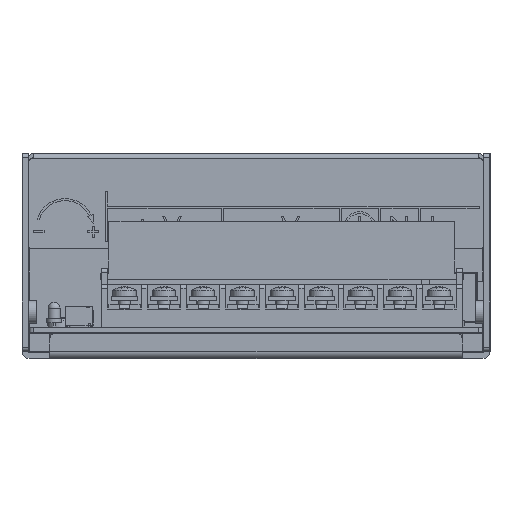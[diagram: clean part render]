
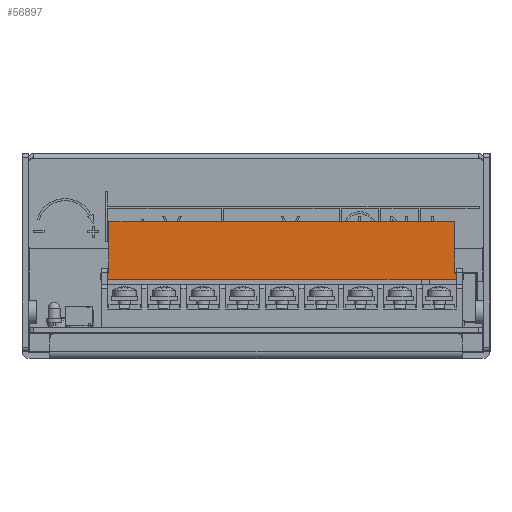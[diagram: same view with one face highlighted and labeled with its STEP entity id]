
A CAD part, left-side view. The second image highlights one B-rep face of the part: STEP entity #56897.
In plain terms, the highlighted face is planar.
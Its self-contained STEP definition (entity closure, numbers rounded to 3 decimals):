
#56275 = VERTEX_POINT('',#56276);
#56276 = CARTESIAN_POINT('',(1.5,-41.75,25.5));
#56283 = PLANE('',#56284);
#56284 = AXIS2_PLACEMENT_3D('',#56285,#56286,#56287);
#56285 = CARTESIAN_POINT('',(0.,-41.75,25.5));
#56286 = DIRECTION('',(0.,0.,1.));
#56287 = DIRECTION('',(0.,1.,0.));
#56295 = PLANE('',#56296);
#56296 = AXIS2_PLACEMENT_3D('',#56297,#56298,#56299);
#56297 = CARTESIAN_POINT('',(0.,-41.75,13.));
#56298 = DIRECTION('',(0.,-1.,0.));
#56299 = DIRECTION('',(0.,0.,1.));
#56307 = EDGE_CURVE('',#56275,#56308,#56310,.T.);
#56308 = VERTEX_POINT('',#56309);
#56309 = CARTESIAN_POINT('',(1.5,41.75,25.5));
#56310 = SURFACE_CURVE('',#56311,(#56315,#56322),.PCURVE_S1.);
#56311 = LINE('',#56312,#56313);
#56312 = CARTESIAN_POINT('',(1.5,-41.75,25.5));
#56313 = VECTOR('',#56314,1.);
#56314 = DIRECTION('',(0.,1.,0.));
#56315 = PCURVE('',#56283,#56316);
#56316 = DEFINITIONAL_REPRESENTATION('',(#56317),#56321);
#56317 = LINE('',#56318,#56319);
#56318 = CARTESIAN_POINT('',(0.,-1.5));
#56319 = VECTOR('',#56320,1.);
#56320 = DIRECTION('',(1.,0.));
#56321 = ( GEOMETRIC_REPRESENTATION_CONTEXT(2) 
PARAMETRIC_REPRESENTATION_CONTEXT() REPRESENTATION_CONTEXT('2D SPACE',''
  ) );
#56322 = PCURVE('',#56323,#56328);
#56323 = PLANE('',#56324);
#56324 = AXIS2_PLACEMENT_3D('',#56325,#56326,#56327);
#56325 = CARTESIAN_POINT('',(1.5,0.,18.254));
#56326 = DIRECTION('',(-1.,0.,0.));
#56327 = DIRECTION('',(0.,0.,-1.));
#56328 = DEFINITIONAL_REPRESENTATION('',(#56329),#56333);
#56329 = LINE('',#56330,#56331);
#56330 = CARTESIAN_POINT('',(-7.246,41.75));
#56331 = VECTOR('',#56332,1.);
#56332 = DIRECTION('',(0.,-1.));
#56333 = ( GEOMETRIC_REPRESENTATION_CONTEXT(2) 
PARAMETRIC_REPRESENTATION_CONTEXT() REPRESENTATION_CONTEXT('2D SPACE',''
  ) );
#56351 = PLANE('',#56352);
#56352 = AXIS2_PLACEMENT_3D('',#56353,#56354,#56355);
#56353 = CARTESIAN_POINT('',(0.,41.75,25.5));
#56354 = DIRECTION('',(0.,1.,0.));
#56355 = DIRECTION('',(0.,0.,-1.));
#56393 = EDGE_CURVE('',#56308,#56394,#56396,.T.);
#56394 = VERTEX_POINT('',#56395);
#56395 = CARTESIAN_POINT('',(1.5,41.75,13.));
#56396 = SURFACE_CURVE('',#56397,(#56401,#56408),.PCURVE_S1.);
#56397 = LINE('',#56398,#56399);
#56398 = CARTESIAN_POINT('',(1.5,41.75,25.5));
#56399 = VECTOR('',#56400,1.);
#56400 = DIRECTION('',(0.,0.,-1.));
#56401 = PCURVE('',#56351,#56402);
#56402 = DEFINITIONAL_REPRESENTATION('',(#56403),#56407);
#56403 = LINE('',#56404,#56405);
#56404 = CARTESIAN_POINT('',(0.,-1.5));
#56405 = VECTOR('',#56406,1.);
#56406 = DIRECTION('',(1.,0.));
#56407 = ( GEOMETRIC_REPRESENTATION_CONTEXT(2) 
PARAMETRIC_REPRESENTATION_CONTEXT() REPRESENTATION_CONTEXT('2D SPACE',''
  ) );
#56408 = PCURVE('',#56323,#56409);
#56409 = DEFINITIONAL_REPRESENTATION('',(#56410),#56414);
#56410 = LINE('',#56411,#56412);
#56411 = CARTESIAN_POINT('',(-7.246,-41.75));
#56412 = VECTOR('',#56413,1.);
#56413 = DIRECTION('',(1.,0.));
#56414 = ( GEOMETRIC_REPRESENTATION_CONTEXT(2) 
PARAMETRIC_REPRESENTATION_CONTEXT() REPRESENTATION_CONTEXT('2D SPACE',''
  ) );
#56432 = PLANE('',#56433);
#56433 = AXIS2_PLACEMENT_3D('',#56434,#56435,#56436);
#56434 = CARTESIAN_POINT('',(0.,41.75,13.));
#56435 = DIRECTION('',(0.,0.,1.));
#56436 = DIRECTION('',(0.,1.,0.));
#56469 = EDGE_CURVE('',#56394,#56470,#56472,.T.);
#56470 = VERTEX_POINT('',#56471);
#56471 = CARTESIAN_POINT('',(1.5,43.75,13.));
#56472 = SURFACE_CURVE('',#56473,(#56477,#56484),.PCURVE_S1.);
#56473 = LINE('',#56474,#56475);
#56474 = CARTESIAN_POINT('',(1.5,41.75,13.));
#56475 = VECTOR('',#56476,1.);
#56476 = DIRECTION('',(0.,1.,0.));
#56477 = PCURVE('',#56432,#56478);
#56478 = DEFINITIONAL_REPRESENTATION('',(#56479),#56483);
#56479 = LINE('',#56480,#56481);
#56480 = CARTESIAN_POINT('',(0.,-1.5));
#56481 = VECTOR('',#56482,1.);
#56482 = DIRECTION('',(1.,0.));
#56483 = ( GEOMETRIC_REPRESENTATION_CONTEXT(2) 
PARAMETRIC_REPRESENTATION_CONTEXT() REPRESENTATION_CONTEXT('2D SPACE',''
  ) );
#56484 = PCURVE('',#56323,#56485);
#56485 = DEFINITIONAL_REPRESENTATION('',(#56486),#56490);
#56486 = LINE('',#56487,#56488);
#56487 = CARTESIAN_POINT('',(5.254,-41.75));
#56488 = VECTOR('',#56489,1.);
#56489 = DIRECTION('',(0.,-1.));
#56490 = ( GEOMETRIC_REPRESENTATION_CONTEXT(2) 
PARAMETRIC_REPRESENTATION_CONTEXT() REPRESENTATION_CONTEXT('2D SPACE',''
  ) );
#56508 = PLANE('',#56509);
#56509 = AXIS2_PLACEMENT_3D('',#56510,#56511,#56512);
#56510 = CARTESIAN_POINT('',(0.,43.75,13.));
#56511 = DIRECTION('',(0.,1.,0.));
#56512 = DIRECTION('',(0.,0.,-1.));
#56545 = EDGE_CURVE('',#56470,#56546,#56548,.T.);
#56546 = VERTEX_POINT('',#56547);
#56547 = CARTESIAN_POINT('',(1.5,43.75,11.5));
#56548 = SURFACE_CURVE('',#56549,(#56553,#56560),.PCURVE_S1.);
#56549 = LINE('',#56550,#56551);
#56550 = CARTESIAN_POINT('',(1.5,43.75,13.));
#56551 = VECTOR('',#56552,1.);
#56552 = DIRECTION('',(0.,0.,-1.));
#56553 = PCURVE('',#56508,#56554);
#56554 = DEFINITIONAL_REPRESENTATION('',(#56555),#56559);
#56555 = LINE('',#56556,#56557);
#56556 = CARTESIAN_POINT('',(0.,-1.5));
#56557 = VECTOR('',#56558,1.);
#56558 = DIRECTION('',(1.,0.));
#56559 = ( GEOMETRIC_REPRESENTATION_CONTEXT(2) 
PARAMETRIC_REPRESENTATION_CONTEXT() REPRESENTATION_CONTEXT('2D SPACE',''
  ) );
#56560 = PCURVE('',#56323,#56561);
#56561 = DEFINITIONAL_REPRESENTATION('',(#56562),#56566);
#56562 = LINE('',#56563,#56564);
#56563 = CARTESIAN_POINT('',(5.254,-43.75));
#56564 = VECTOR('',#56565,1.);
#56565 = DIRECTION('',(1.,0.));
#56566 = ( GEOMETRIC_REPRESENTATION_CONTEXT(2) 
PARAMETRIC_REPRESENTATION_CONTEXT() REPRESENTATION_CONTEXT('2D SPACE',''
  ) );
#56584 = PLANE('',#56585);
#56585 = AXIS2_PLACEMENT_3D('',#56586,#56587,#56588);
#56586 = CARTESIAN_POINT('',(0.,43.75,11.5));
#56587 = DIRECTION('',(0.,0.,-1.));
#56588 = DIRECTION('',(0.,-1.,0.));
#56621 = EDGE_CURVE('',#56546,#56622,#56624,.T.);
#56622 = VERTEX_POINT('',#56623);
#56623 = CARTESIAN_POINT('',(1.5,-43.75,11.5));
#56624 = SURFACE_CURVE('',#56625,(#56629,#56636),.PCURVE_S1.);
#56625 = LINE('',#56626,#56627);
#56626 = CARTESIAN_POINT('',(1.5,43.75,11.5));
#56627 = VECTOR('',#56628,1.);
#56628 = DIRECTION('',(0.,-1.,0.));
#56629 = PCURVE('',#56584,#56630);
#56630 = DEFINITIONAL_REPRESENTATION('',(#56631),#56635);
#56631 = LINE('',#56632,#56633);
#56632 = CARTESIAN_POINT('',(0.,-1.5));
#56633 = VECTOR('',#56634,1.);
#56634 = DIRECTION('',(1.,0.));
#56635 = ( GEOMETRIC_REPRESENTATION_CONTEXT(2) 
PARAMETRIC_REPRESENTATION_CONTEXT() REPRESENTATION_CONTEXT('2D SPACE',''
  ) );
#56636 = PCURVE('',#56323,#56637);
#56637 = DEFINITIONAL_REPRESENTATION('',(#56638),#56642);
#56638 = LINE('',#56639,#56640);
#56639 = CARTESIAN_POINT('',(6.754,-43.75));
#56640 = VECTOR('',#56641,1.);
#56641 = DIRECTION('',(0.,1.));
#56642 = ( GEOMETRIC_REPRESENTATION_CONTEXT(2) 
PARAMETRIC_REPRESENTATION_CONTEXT() REPRESENTATION_CONTEXT('2D SPACE',''
  ) );
#56660 = PLANE('',#56661);
#56661 = AXIS2_PLACEMENT_3D('',#56662,#56663,#56664);
#56662 = CARTESIAN_POINT('',(0.,-43.75,11.5));
#56663 = DIRECTION('',(0.,-1.,0.));
#56664 = DIRECTION('',(0.,0.,1.));
#56697 = EDGE_CURVE('',#56622,#56698,#56700,.T.);
#56698 = VERTEX_POINT('',#56699);
#56699 = CARTESIAN_POINT('',(1.5,-43.75,13.));
#56700 = SURFACE_CURVE('',#56701,(#56705,#56712),.PCURVE_S1.);
#56701 = LINE('',#56702,#56703);
#56702 = CARTESIAN_POINT('',(1.5,-43.75,11.5));
#56703 = VECTOR('',#56704,1.);
#56704 = DIRECTION('',(0.,0.,1.));
#56705 = PCURVE('',#56660,#56706);
#56706 = DEFINITIONAL_REPRESENTATION('',(#56707),#56711);
#56707 = LINE('',#56708,#56709);
#56708 = CARTESIAN_POINT('',(0.,-1.5));
#56709 = VECTOR('',#56710,1.);
#56710 = DIRECTION('',(1.,0.));
#56711 = ( GEOMETRIC_REPRESENTATION_CONTEXT(2) 
PARAMETRIC_REPRESENTATION_CONTEXT() REPRESENTATION_CONTEXT('2D SPACE',''
  ) );
#56712 = PCURVE('',#56323,#56713);
#56713 = DEFINITIONAL_REPRESENTATION('',(#56714),#56718);
#56714 = LINE('',#56715,#56716);
#56715 = CARTESIAN_POINT('',(6.754,43.75));
#56716 = VECTOR('',#56717,1.);
#56717 = DIRECTION('',(-1.,0.));
#56718 = ( GEOMETRIC_REPRESENTATION_CONTEXT(2) 
PARAMETRIC_REPRESENTATION_CONTEXT() REPRESENTATION_CONTEXT('2D SPACE',''
  ) );
#56736 = PLANE('',#56737);
#56737 = AXIS2_PLACEMENT_3D('',#56738,#56739,#56740);
#56738 = CARTESIAN_POINT('',(0.,-43.75,13.));
#56739 = DIRECTION('',(0.,0.,1.));
#56740 = DIRECTION('',(0.,1.,0.));
#56773 = EDGE_CURVE('',#56698,#56774,#56776,.T.);
#56774 = VERTEX_POINT('',#56775);
#56775 = CARTESIAN_POINT('',(1.5,-41.75,13.));
#56776 = SURFACE_CURVE('',#56777,(#56781,#56788),.PCURVE_S1.);
#56777 = LINE('',#56778,#56779);
#56778 = CARTESIAN_POINT('',(1.5,-43.75,13.));
#56779 = VECTOR('',#56780,1.);
#56780 = DIRECTION('',(0.,1.,0.));
#56781 = PCURVE('',#56736,#56782);
#56782 = DEFINITIONAL_REPRESENTATION('',(#56783),#56787);
#56783 = LINE('',#56784,#56785);
#56784 = CARTESIAN_POINT('',(0.,-1.5));
#56785 = VECTOR('',#56786,1.);
#56786 = DIRECTION('',(1.,0.));
#56787 = ( GEOMETRIC_REPRESENTATION_CONTEXT(2) 
PARAMETRIC_REPRESENTATION_CONTEXT() REPRESENTATION_CONTEXT('2D SPACE',''
  ) );
#56788 = PCURVE('',#56323,#56789);
#56789 = DEFINITIONAL_REPRESENTATION('',(#56790),#56794);
#56790 = LINE('',#56791,#56792);
#56791 = CARTESIAN_POINT('',(5.254,43.75));
#56792 = VECTOR('',#56793,1.);
#56793 = DIRECTION('',(0.,-1.));
#56794 = ( GEOMETRIC_REPRESENTATION_CONTEXT(2) 
PARAMETRIC_REPRESENTATION_CONTEXT() REPRESENTATION_CONTEXT('2D SPACE',''
  ) );
#56844 = EDGE_CURVE('',#56774,#56275,#56845,.T.);
#56845 = SURFACE_CURVE('',#56846,(#56850,#56857),.PCURVE_S1.);
#56846 = LINE('',#56847,#56848);
#56847 = CARTESIAN_POINT('',(1.5,-41.75,13.));
#56848 = VECTOR('',#56849,1.);
#56849 = DIRECTION('',(0.,0.,1.));
#56850 = PCURVE('',#56295,#56851);
#56851 = DEFINITIONAL_REPRESENTATION('',(#56852),#56856);
#56852 = LINE('',#56853,#56854);
#56853 = CARTESIAN_POINT('',(0.,-1.5));
#56854 = VECTOR('',#56855,1.);
#56855 = DIRECTION('',(1.,0.));
#56856 = ( GEOMETRIC_REPRESENTATION_CONTEXT(2) 
PARAMETRIC_REPRESENTATION_CONTEXT() REPRESENTATION_CONTEXT('2D SPACE',''
  ) );
#56857 = PCURVE('',#56323,#56858);
#56858 = DEFINITIONAL_REPRESENTATION('',(#56859),#56863);
#56859 = LINE('',#56860,#56861);
#56860 = CARTESIAN_POINT('',(5.254,41.75));
#56861 = VECTOR('',#56862,1.);
#56862 = DIRECTION('',(-1.,0.));
#56863 = ( GEOMETRIC_REPRESENTATION_CONTEXT(2) 
PARAMETRIC_REPRESENTATION_CONTEXT() REPRESENTATION_CONTEXT('2D SPACE',''
  ) );
#56897 = ADVANCED_FACE('',(#56898),#56323,.F.);
#56898 = FACE_BOUND('',#56899,.F.);
#56899 = EDGE_LOOP('',(#56900,#56901,#56902,#56903,#56904,#56905,#56906,
    #56907));
#56900 = ORIENTED_EDGE('',*,*,#56307,.T.);
#56901 = ORIENTED_EDGE('',*,*,#56393,.T.);
#56902 = ORIENTED_EDGE('',*,*,#56469,.T.);
#56903 = ORIENTED_EDGE('',*,*,#56545,.T.);
#56904 = ORIENTED_EDGE('',*,*,#56621,.T.);
#56905 = ORIENTED_EDGE('',*,*,#56697,.T.);
#56906 = ORIENTED_EDGE('',*,*,#56773,.T.);
#56907 = ORIENTED_EDGE('',*,*,#56844,.T.);
